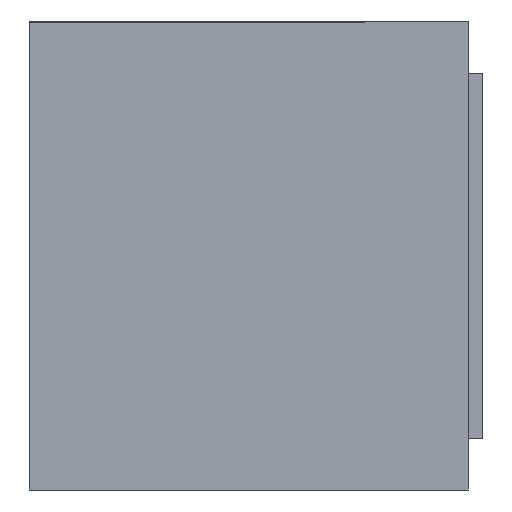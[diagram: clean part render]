
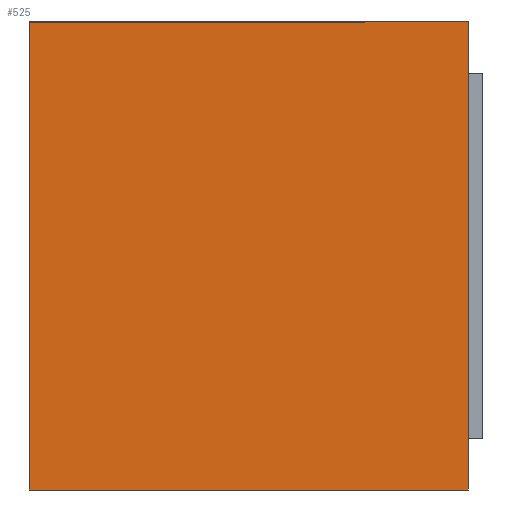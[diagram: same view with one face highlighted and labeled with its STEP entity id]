
A CAD part, left-side view. The second image highlights one B-rep face of the part: STEP entity #525.
In plain terms, the highlighted planar face has unit normal (-1, 0, 0).
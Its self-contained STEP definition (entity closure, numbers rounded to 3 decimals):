
#93 = EDGE_CURVE ( 'NONE', #963, #152, #95, .T. ) ;
#95 = LINE ( 'NONE', #331, #673 ) ;
#108 = VERTEX_POINT ( 'NONE', #404 ) ;
#152 = VERTEX_POINT ( 'NONE', #500 ) ;
#205 = VERTEX_POINT ( 'NONE', #361 ) ;
#226 = VECTOR ( 'NONE', #731, 1000. ) ;
#325 = DIRECTION ( 'NONE',  ( 1., 0., 0. ) ) ;
#331 = CARTESIAN_POINT ( 'NONE',  ( -0.31, 0., 0.16 ) ) ;
#354 = VECTOR ( 'NONE', #888, 1000. ) ;
#361 = CARTESIAN_POINT ( 'NONE',  ( -0.31, 0.3, 0.16 ) ) ;
#404 = CARTESIAN_POINT ( 'NONE',  ( -0.31, 0.3, -0.16 ) ) ;
#417 = DIRECTION ( 'NONE',  ( 0., 0., 1. ) ) ;
#423 = LINE ( 'NONE', #428, #226 ) ;
#426 = CARTESIAN_POINT ( 'NONE',  ( -0.31, 0.3, 0.16 ) ) ;
#428 = CARTESIAN_POINT ( 'NONE',  ( -0.31, 0.3, -0.16 ) ) ;
#469 = CARTESIAN_POINT ( 'NONE',  ( -0.31, 0.3, 0.16 ) ) ;
#476 = PLANE ( 'NONE',  #546 ) ;
#500 = CARTESIAN_POINT ( 'NONE',  ( -0.31, 0., 0.16 ) ) ;
#525 = ADVANCED_FACE ( 'NONE', ( #692 ), #476, .F. ) ;
#546 = AXIS2_PLACEMENT_3D ( 'NONE', #469, #325, #779 ) ;
#612 = EDGE_CURVE ( 'NONE', #108, #963, #423, .T. ) ;
#655 = ORIENTED_EDGE ( 'NONE', *, *, #929, .F. ) ;
#673 = VECTOR ( 'NONE', #417, 1000. ) ;
#682 = CARTESIAN_POINT ( 'NONE',  ( -0.31, 0.3, 0.16 ) ) ;
#692 = FACE_OUTER_BOUND ( 'NONE', #971, .T. ) ;
#725 = CARTESIAN_POINT ( 'NONE',  ( -0.31, 0., -0.16 ) ) ;
#731 = DIRECTION ( 'NONE',  ( 0., -1., 0. ) ) ;
#734 = LINE ( 'NONE', #426, #874 ) ;
#779 = DIRECTION ( 'NONE',  ( 0., 0., -1. ) ) ;
#781 = ORIENTED_EDGE ( 'NONE', *, *, #93, .T. ) ;
#828 = ORIENTED_EDGE ( 'NONE', *, *, #983, .F. ) ;
#870 = DIRECTION ( 'NONE',  ( 0., -1., 0. ) ) ;
#874 = VECTOR ( 'NONE', #870, 1000. ) ;
#882 = LINE ( 'NONE', #682, #354 ) ;
#888 = DIRECTION ( 'NONE',  ( 0., 0., 1. ) ) ;
#929 = EDGE_CURVE ( 'NONE', #205, #152, #734, .T. ) ;
#963 = VERTEX_POINT ( 'NONE', #725 ) ;
#967 = ORIENTED_EDGE ( 'NONE', *, *, #612, .T. ) ;
#971 = EDGE_LOOP ( 'NONE', ( #781, #655, #828, #967 ) ) ;
#983 = EDGE_CURVE ( 'NONE', #108, #205, #882, .T. ) ;
